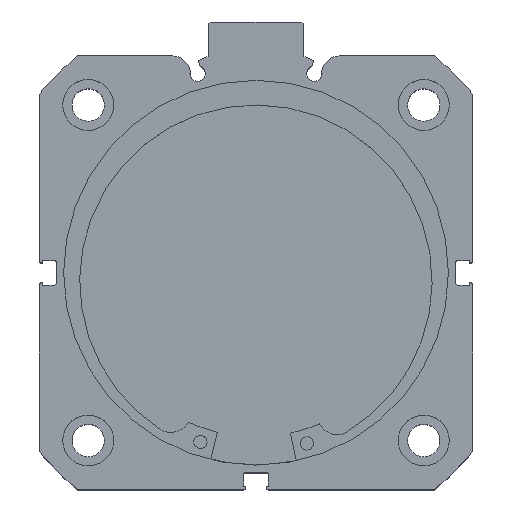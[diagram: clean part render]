
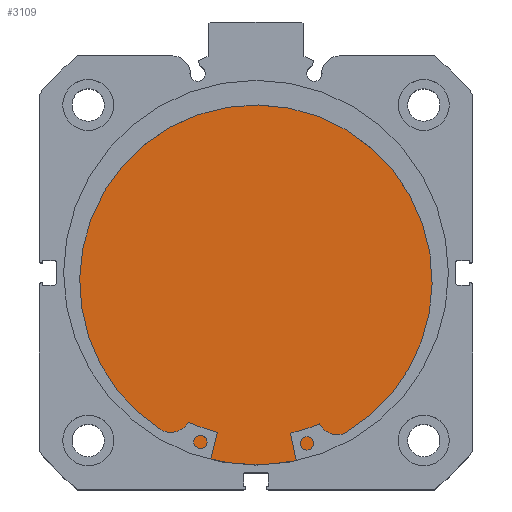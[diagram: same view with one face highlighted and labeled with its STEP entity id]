
A CAD part, top view. The second image highlights one B-rep face of the part: STEP entity #3109.
In plain terms, the highlighted face is planar.
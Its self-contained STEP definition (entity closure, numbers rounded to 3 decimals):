
#162 = FACE_OUTER_BOUND ( 'NONE', #6071, .T. ) ;
#740 = CIRCLE ( 'NONE', #4163, 51. ) ;
#761 = CIRCLE ( 'NONE', #4173, 51. ) ;
#1150 = CARTESIAN_POINT ( 'NONE',  ( 13., 0., 0. ) ) ;
#1163 = DIRECTION ( 'NONE',  ( -1., 0., 0. ) ) ;
#1164 = DIRECTION ( 'NONE',  ( 0., 0., 1. ) ) ;
#2157 = CARTESIAN_POINT ( 'NONE',  ( 13., 0., -51. ) ) ;
#2200 = CARTESIAN_POINT ( 'NONE',  ( 13., 0., 51. ) ) ;
#2398 = VERTEX_POINT ( 'NONE', #2200 ) ;
#2503 = VERTEX_POINT ( 'NONE', #2157 ) ;
#3109 = ADVANCED_FACE ( 'NONE', ( #162 ), #4555, .F. ) ;
#3547 = EDGE_CURVE ( 'NONE', #2503, #2398, #740, .T. ) ;
#3562 = EDGE_CURVE ( 'NONE', #2398, #2503, #761, .T. ) ;
#3912 = AXIS2_PLACEMENT_3D ( 'NONE', #4554, #4557, #4558 ) ;
#4163 = AXIS2_PLACEMENT_3D ( 'NONE', #5559, #5561, #5562 ) ;
#4173 = AXIS2_PLACEMENT_3D ( 'NONE', #1150, #1163, #1164 ) ;
#4554 = CARTESIAN_POINT ( 'NONE',  ( 13., 51., 0. ) ) ;
#4555 = PLANE ( 'NONE',  #3912 ) ;
#4557 = DIRECTION ( 'NONE',  ( -1., 0., 0. ) ) ;
#4558 = DIRECTION ( 'NONE',  ( 0., 0., 1. ) ) ;
#5559 = CARTESIAN_POINT ( 'NONE',  ( 13., 0., 0. ) ) ;
#5561 = DIRECTION ( 'NONE',  ( -1., 0., 0. ) ) ;
#5562 = DIRECTION ( 'NONE',  ( 0., 0., 1. ) ) ;
#6000 = ORIENTED_EDGE ( 'NONE', *, *, #3547, .F. ) ;
#6001 = ORIENTED_EDGE ( 'NONE', *, *, #3562, .F. ) ;
#6071 = EDGE_LOOP ( 'NONE', ( #6001, #6000 ) ) ;
